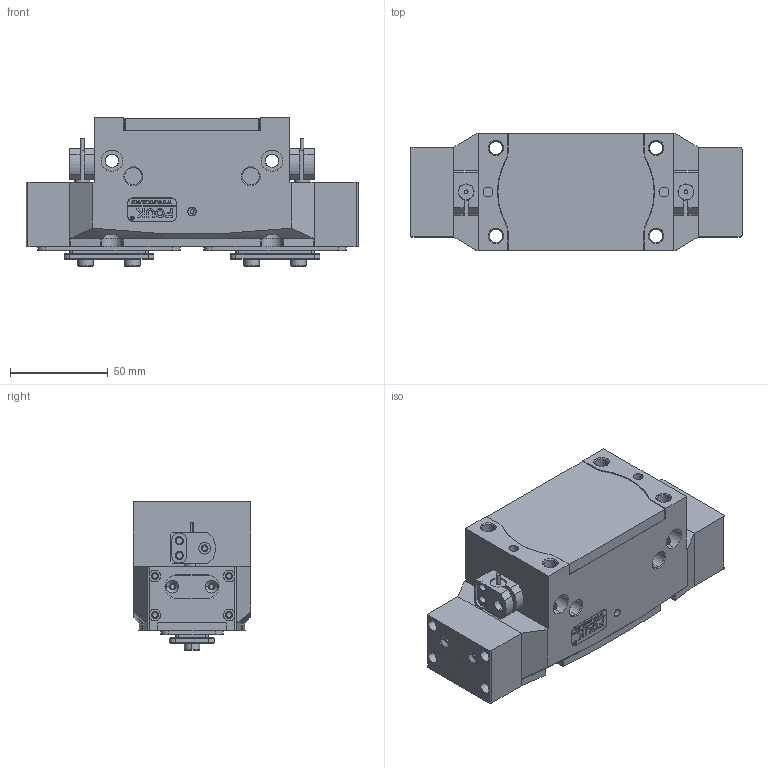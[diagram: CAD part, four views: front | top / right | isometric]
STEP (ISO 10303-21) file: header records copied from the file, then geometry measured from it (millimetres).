
FILE_DESCRIPTION (( 'STEP AP203' ), '1' );
FILE_NAME ('TR57-125-P.STEP', '2024-11-19T02:57:01', ( 'USER-' ), ( 'Microsoft' ), 'SwSTEP 2.0', 'SolidWorks 2018', '' );
FILE_SCHEMA (( 'CONFIG_CONTROL_DESIGN' ));
Length unit declared in the file: millimetre
Products named in the file (23): TR57-125-P; TR57-125-P杅耀.sldasm-Part-8; TR57-125-P杅耀.sldasm-Part-5; 25x12-R3; TR57-125-P杅耀.sldasm-Part-12; TR57-125-P杅耀.sldasm-Part-2; TR57-125-P杅耀.sldasm-Part-6; TR57-125-P杅耀.sldasm-Part-3; 揤輸杅耀.sldasm-Part-9; TR57-125-P杅耀.sldasm-Part-1; TR57-125-P杅耀.sldasm-Part-4; TR57-125-P杅耀.sldasm-Part-10; 揤輸蚾饜极; TR57-125-P杅耀.sldasm-Part-22; TR57-125-P杅耀.sldasm-Part-16; 埴翐芛_GB_FASTENER_SCREWS_HSHCS M2X8-N; TR57-125-P杅耀.sldasm-Part-17; TR57-125-P杅耀.sldasm-Part-7; TR57-125-P杅耀.sldasm-Part-39; TR57 -125 菁裔啣; TR57-125-P杅耀.sldasm-Part-28; TR57-125-P杅耀.sldasm-Part-9; TR57-125-P杅耀.sldasm-Part-11
Assembly tree (27 placements, depth 3):
  TR57-125-P
    TR57-125-P杅耀.sldasm-Part-1
    TR57-125-P杅耀.sldasm-Part-2
    TR57-125-P杅耀.sldasm-Part-3  x2
    TR57-125-P杅耀.sldasm-Part-4
    TR57-125-P杅耀.sldasm-Part-5
    TR57-125-P杅耀.sldasm-Part-6
    TR57-125-P杅耀.sldasm-Part-7
    TR57-125-P杅耀.sldasm-Part-8
    TR57-125-P杅耀.sldasm-Part-9
    TR57-125-P杅耀.sldasm-Part-10
    TR57-125-P杅耀.sldasm-Part-11
    TR57-125-P杅耀.sldasm-Part-12
    TR57-125-P杅耀.sldasm-Part-16
    TR57-125-P杅耀.sldasm-Part-17
    TR57-125-P杅耀.sldasm-Part-22  x2
    TR57-125-P杅耀.sldasm-Part-28
    TR57-125-P杅耀.sldasm-Part-39  x2
    揤輸蚾饜极  x2
      揤輸杅耀.sldasm-Part-9
      埴翐芛_GB_FASTENER_SCREWS_HSHCS M2X8-N
    25x12-R3
    TR57 -125 菁裔啣
Bounding box: 170 x 60 x 76 mm (x, y, z)
Volume: 468090.3 mm3; surface area: 138668.8 mm2
Topology: 28 solids, 50 shells, 1653 faces, 4167 edges, 2640 vertices
Faces by surface type: plane 763, cylinder 483, cone 244, bspline 155, torus 8
Entity records: 50090 total; most frequent: CARTESIAN_POINT 14045, ORIENTED_EDGE 7014, DIRECTION 6717, EDGE_CURVE 3507, AXIS2_PLACEMENT_3D 2293, VERTEX_POINT 2261, LINE 2131, VECTOR 2131
